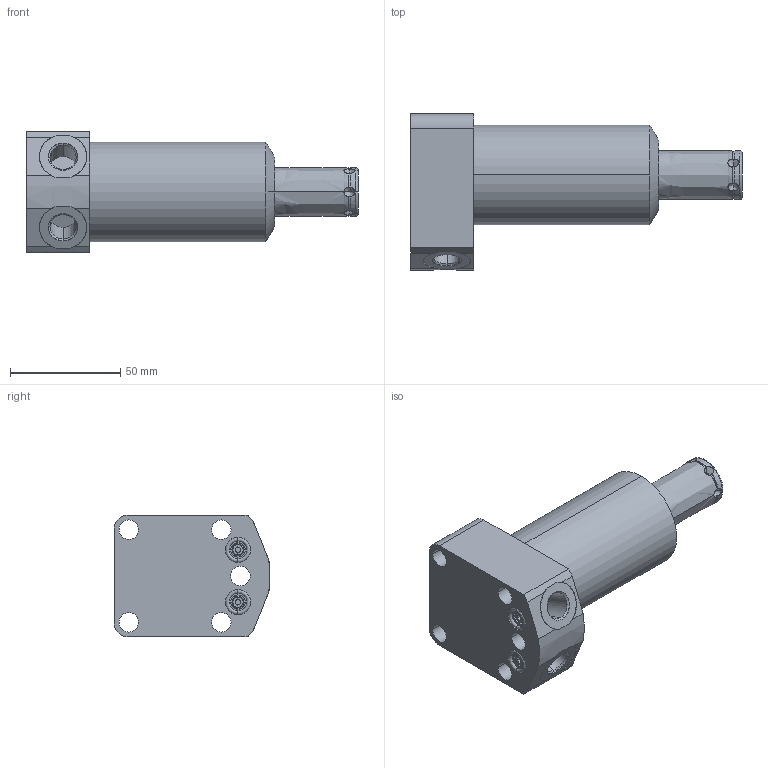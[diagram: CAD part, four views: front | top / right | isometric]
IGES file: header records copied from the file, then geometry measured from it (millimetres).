
Start section:  PTC IGES file: ilcm41421122.igs
Global section: file name: ilcm41421122.igs; native system: Pro/ENGINEER by Parametric Technology Corporation; preprocessor: 2007460; author: jdw; organization: Unknown; date: 20130401.110631; units: millimetre
Bounding box: 150.71 x 70.79 x 55.37 mm (x, y, z)
Surface area: 34509.2 mm2 (no closed solid volume)
Topology: 0 solids, 0 shells, 141 faces, 714 edges, 700 vertices
Faces by surface type: revolution 89, bspline 52
